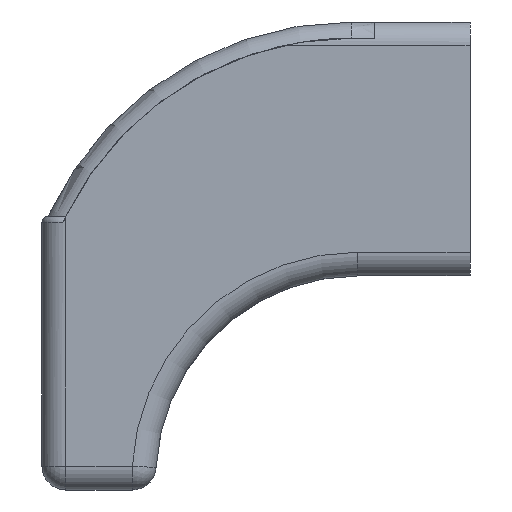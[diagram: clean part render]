
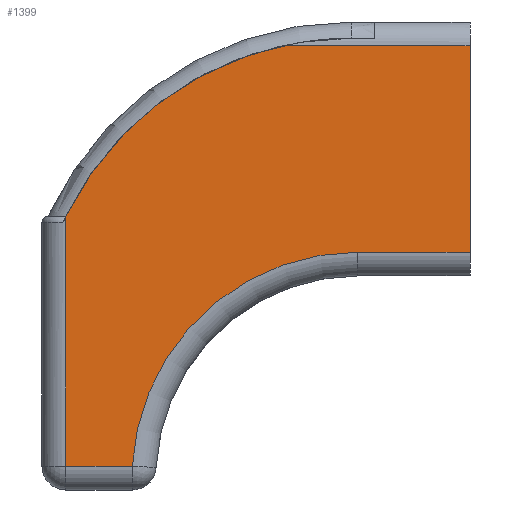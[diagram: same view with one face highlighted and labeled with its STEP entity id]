
A CAD part, left-side view. The second image highlights one B-rep face of the part: STEP entity #1399.
In plain terms, the highlighted planar face has unit normal (-1, 0, 0).
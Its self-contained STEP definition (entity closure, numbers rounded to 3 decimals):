
#49 = EDGE_CURVE ( 'NONE', #2375, #1838, #1743, .T. ) ;
#65 = ORIENTED_EDGE ( 'NONE', *, *, #49, .T. ) ;
#99 = DIRECTION ( 'NONE',  ( 0., 0., 1. ) ) ;
#108 = AXIS2_PLACEMENT_3D ( 'NONE', #2343, #1249, #99 ) ;
#133 = VECTOR ( 'NONE', #339, 1000. ) ;
#150 = ORIENTED_EDGE ( 'NONE', *, *, #1441, .T. ) ;
#213 = VERTEX_POINT ( 'NONE', #1588 ) ;
#335 = CARTESIAN_POINT ( 'NONE',  ( -57., 0., 26.5 ) ) ;
#339 = DIRECTION ( 'NONE',  ( 0., -1., 0. ) ) ;
#344 = DIRECTION ( 'NONE',  ( 0., 0., -1. ) ) ;
#555 = CARTESIAN_POINT ( 'NONE',  ( -57., 28.403, -9.5 ) ) ;
#570 = CARTESIAN_POINT ( 'NONE',  ( -57., 34., -9.5 ) ) ;
#630 = VERTEX_POINT ( 'NONE', #1793 ) ;
#644 = EDGE_CURVE ( 'NONE', #213, #2375, #1929, .T. ) ;
#646 = VECTOR ( 'NONE', #1112, 1000. ) ;
#705 = LINE ( 'NONE', #335, #1594 ) ;
#744 = VECTOR ( 'NONE', #2421, 1000. ) ;
#821 = EDGE_CURVE ( 'NONE', #1838, #1805, #1602, .T. ) ;
#838 = DIRECTION ( 'NONE',  ( 1., 0., 0. ) ) ;
#882 = FACE_OUTER_BOUND ( 'NONE', #2289, .T. ) ;
#886 = EDGE_CURVE ( 'NONE', #1320, #213, #1597, .T. ) ;
#899 = CARTESIAN_POINT ( 'NONE',  ( -57., 0., 25.86 ) ) ;
#925 = CARTESIAN_POINT ( 'NONE',  ( -57., 34., 11.5 ) ) ;
#930 = CARTESIAN_POINT ( 'NONE',  ( -57., 34., -11.5 ) ) ;
#943 = CARTESIAN_POINT ( 'NONE',  ( -57., 26., 25.86 ) ) ;
#1090 = VECTOR ( 'NONE', #2227, 1000. ) ;
#1105 = DIRECTION ( 'NONE',  ( -1., 0., 0. ) ) ;
#1112 = DIRECTION ( 'NONE',  ( 0., -1., 0. ) ) ;
#1133 = EDGE_CURVE ( 'NONE', #1805, #630, #1183, .T. ) ;
#1183 = CIRCLE ( 'NONE', #2323, 19. ) ;
#1235 = ORIENTED_EDGE ( 'NONE', *, *, #1458, .F. ) ;
#1249 = DIRECTION ( 'NONE',  ( -1., 0., 0. ) ) ;
#1320 = VERTEX_POINT ( 'NONE', #899 ) ;
#1399 = ADVANCED_FACE ( 'NONE', ( #882 ), #1844, .T. ) ;
#1441 = EDGE_CURVE ( 'NONE', #630, #1509, #2117, .T. ) ;
#1458 = EDGE_CURVE ( 'NONE', #1320, #1509, #705, .T. ) ;
#1490 = CARTESIAN_POINT ( 'NONE',  ( -57., 26., -9.5 ) ) ;
#1509 = VERTEX_POINT ( 'NONE', #1874 ) ;
#1588 = CARTESIAN_POINT ( 'NONE',  ( -57., 15.811, 25.86 ) ) ;
#1594 = VECTOR ( 'NONE', #344, 1000. ) ;
#1597 = LINE ( 'NONE', #943, #1090 ) ;
#1602 = LINE ( 'NONE', #1490, #133 ) ;
#1743 = LINE ( 'NONE', #930, #744 ) ;
#1793 = CARTESIAN_POINT ( 'NONE',  ( -57., 9.429, 8.5 ) ) ;
#1805 = VERTEX_POINT ( 'NONE', #555 ) ;
#1838 = VERTEX_POINT ( 'NONE', #570 ) ;
#1844 = PLANE ( 'NONE',  #2019 ) ;
#1856 = ORIENTED_EDGE ( 'NONE', *, *, #644, .T. ) ;
#1874 = CARTESIAN_POINT ( 'NONE',  ( -57., 0., 8.5 ) ) ;
#1929 = CIRCLE ( 'NONE', #108, 26.7 ) ;
#1946 = CARTESIAN_POINT ( 'NONE',  ( -57., 9.429, -10.5 ) ) ;
#2019 = AXIS2_PLACEMENT_3D ( 'NONE', #2192, #1105, #2390 ) ;
#2021 = CARTESIAN_POINT ( 'NONE',  ( -57., 0., 8.5 ) ) ;
#2101 = ORIENTED_EDGE ( 'NONE', *, *, #1133, .T. ) ;
#2102 = ORIENTED_EDGE ( 'NONE', *, *, #821, .T. ) ;
#2117 = LINE ( 'NONE', #2021, #646 ) ;
#2122 = DIRECTION ( 'NONE',  ( 0., 0., 1. ) ) ;
#2192 = CARTESIAN_POINT ( 'NONE',  ( -57., 26., -11.5 ) ) ;
#2196 = ORIENTED_EDGE ( 'NONE', *, *, #886, .T. ) ;
#2227 = DIRECTION ( 'NONE',  ( 0., 1., 0. ) ) ;
#2289 = EDGE_LOOP ( 'NONE', ( #1856, #65, #2102, #2101, #150, #1235, #2196 ) ) ;
#2323 = AXIS2_PLACEMENT_3D ( 'NONE', #1946, #838, #2122 ) ;
#2343 = CARTESIAN_POINT ( 'NONE',  ( -57., 10., -0.2 ) ) ;
#2375 = VERTEX_POINT ( 'NONE', #925 ) ;
#2390 = DIRECTION ( 'NONE',  ( 0., 0., 1. ) ) ;
#2421 = DIRECTION ( 'NONE',  ( 0., 0., -1. ) ) ;
